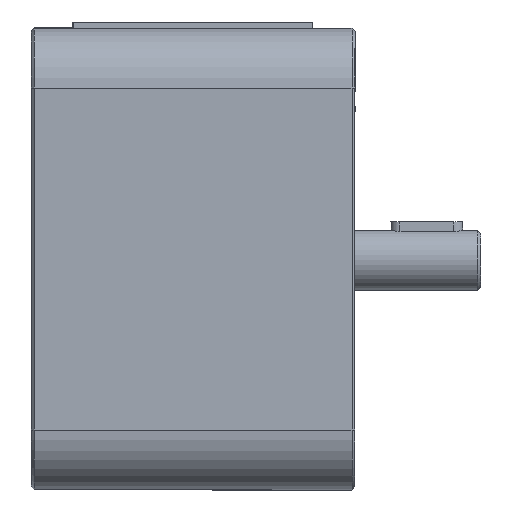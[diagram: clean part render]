
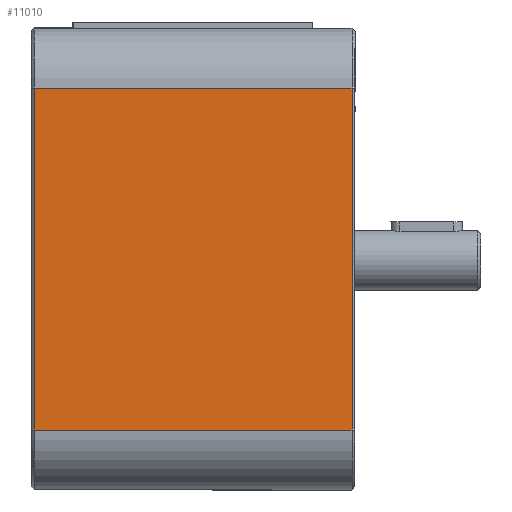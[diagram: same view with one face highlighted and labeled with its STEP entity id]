
A CAD part, front view. The second image highlights one B-rep face of the part: STEP entity #11010.
In plain terms, the highlighted planar face has unit normal (0, -1, 0).
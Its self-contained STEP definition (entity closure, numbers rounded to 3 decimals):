
#10657=CARTESIAN_POINT('',(-22.4,-67.,-30.));
#10658=VERTEX_POINT('',#10657);
#10665=CARTESIAN_POINT('',(-22.4,-67.,27.));
#10666=VERTEX_POINT('',#10665);
#10667=CARTESIAN_POINT('',(-22.4,-67.,-30.));
#10668=DIRECTION('',(0.0,0.0,1.0));
#10669=VECTOR('',#10668,57.);
#10670=LINE('',#10667,#10669);
#10671=EDGE_CURVE('',#10658,#10666,#10670,.T.);
#10968=CARTESIAN_POINT('',(30.6,-67.,27.));
#10969=VERTEX_POINT('',#10968);
#10970=CARTESIAN_POINT('',(-22.4,-67.,27.));
#10971=DIRECTION('',(1.0,0.0,0.0));
#10972=VECTOR('',#10971,53.);
#10973=LINE('',#10970,#10972);
#10974=EDGE_CURVE('',#10666,#10969,#10973,.T.);
#10987=CARTESIAN_POINT('',(4.1,-67.,-1.5));
#10988=DIRECTION('',(0.0,1.0,0.0));
#10989=DIRECTION('',(0.0,0.0,1.0));
#10990=AXIS2_PLACEMENT_3D('',#10987,#10988,#10989);
#10991=PLANE('',#10990);
#10992=ORIENTED_EDGE('',*,*,#10671,.F.);
#10993=CARTESIAN_POINT('',(30.6,-67.,-30.0));
#10994=VERTEX_POINT('',#10993);
#10995=CARTESIAN_POINT('',(30.6,-67.,-30.0));
#10996=DIRECTION('',(-1.0,0.0,0.0));
#10997=VECTOR('',#10996,53.);
#10998=LINE('',#10995,#10997);
#10999=EDGE_CURVE('',#10994,#10658,#10998,.T.);
#11000=ORIENTED_EDGE('',*,*,#10999,.F.);
#11001=CARTESIAN_POINT('',(30.6,-67.,27.));
#11002=DIRECTION('',(0.0,0.0,-1.0));
#11003=VECTOR('',#11002,57.);
#11004=LINE('',#11001,#11003);
#11005=EDGE_CURVE('',#10969,#10994,#11004,.T.);
#11006=ORIENTED_EDGE('',*,*,#11005,.F.);
#11007=ORIENTED_EDGE('',*,*,#10974,.F.);
#11008=EDGE_LOOP('',(#10992,#11000,#11006,#11007));
#11009=FACE_OUTER_BOUND('',#11008,.T.);
#11010=ADVANCED_FACE('',(#11009),#10991,.F.);
